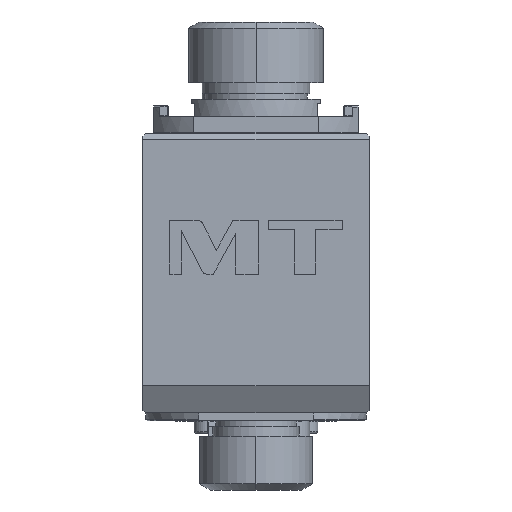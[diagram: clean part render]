
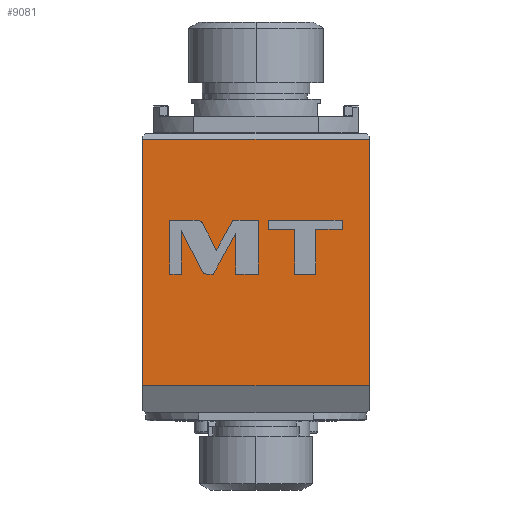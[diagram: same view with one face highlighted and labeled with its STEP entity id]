
A CAD part, left-side view. The second image highlights one B-rep face of the part: STEP entity #9081.
In plain terms, the highlighted planar face has unit normal (-1, 0, 0).
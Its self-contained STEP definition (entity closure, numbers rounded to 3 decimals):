
#1414=DIRECTION('',(0.,1.,0.));
#1415=VECTOR('',#1414,84.);
#1416=CARTESIAN_POINT('',(-111.,-42.,50.2));
#1417=LINE('',#1416,#1415);
#1418=DIRECTION('',(0.,0.,-1.));
#1419=VECTOR('',#1418,91.7);
#1420=CARTESIAN_POINT('',(-111.,-42.,50.2));
#1421=LINE('',#1420,#1419);
#1422=DIRECTION('',(0.,-1.,0.));
#1423=VECTOR('',#1422,84.);
#1424=CARTESIAN_POINT('',(-111.,42.,-41.5));
#1425=LINE('',#1424,#1423);
#1426=DIRECTION('',(0.,0.,1.));
#1427=VECTOR('',#1426,91.7);
#1428=CARTESIAN_POINT('',(-111.,42.,-41.5));
#1429=LINE('',#1428,#1427);
#1430=CARTESIAN_POINT('',(-111.,19.771,18.698));
#1431=CARTESIAN_POINT('',(-111.,20.186,19.501));
#1432=CARTESIAN_POINT('',(-111.,21.006,20.));
#1433=CARTESIAN_POINT('',(-111.,21.91,20.));
#1435=DIRECTION('',(0.,1.,0.));
#1436=VECTOR('',#1435,10.054);
#1437=CARTESIAN_POINT('',(-111.,21.91,20.));
#1438=LINE('',#1437,#1436);
#1439=DIRECTION('',(0.,0.,-1.));
#1440=VECTOR('',#1439,20.);
#1441=CARTESIAN_POINT('',(-111.,31.964,20.));
#1442=LINE('',#1441,#1440);
#1443=DIRECTION('',(0.,-1.,0.));
#1444=VECTOR('',#1443,4.16);
#1445=CARTESIAN_POINT('',(-111.,31.964,0.));
#1446=LINE('',#1445,#1444);
#1447=DIRECTION('',(0.,0.,1.));
#1448=VECTOR('',#1447,16.202);
#1449=CARTESIAN_POINT('',(-111.,27.804,0.));
#1450=LINE('',#1449,#1448);
#1451=DIRECTION('',(0.,-0.459,-0.888));
#1452=VECTOR('',#1451,16.774);
#1453=CARTESIAN_POINT('',(-111.,27.804,16.202));
#1454=LINE('',#1453,#1452);
#1455=CARTESIAN_POINT('',(-111.,20.1,1.302));
#1456=CARTESIAN_POINT('',(-111.,19.684,0.498));
#1457=CARTESIAN_POINT('',(-111.,18.863,0.));
#1458=CARTESIAN_POINT('',(-111.,17.958,0.));
#1460=DIRECTION('',(0.,-1.,0.));
#1461=VECTOR('',#1460,2.086);
#1462=CARTESIAN_POINT('',(-111.,17.958,0.));
#1463=LINE('',#1462,#1461);
#1464=DIRECTION('',(0.,-0.481,0.877));
#1465=VECTOR('',#1464,17.353);
#1466=CARTESIAN_POINT('',(-111.,15.872,0.));
#1467=LINE('',#1466,#1465);
#1468=DIRECTION('',(0.,0.,-1.));
#1469=VECTOR('',#1468,15.212);
#1470=CARTESIAN_POINT('',(-111.,7.522,15.212));
#1471=LINE('',#1470,#1469);
#1472=DIRECTION('',(0.,-1.,0.));
#1473=VECTOR('',#1472,8.416);
#1474=CARTESIAN_POINT('',(-111.,7.522,0.));
#1475=LINE('',#1474,#1473);
#1476=DIRECTION('',(0.,0.,1.));
#1477=VECTOR('',#1476,20.);
#1478=CARTESIAN_POINT('',(-111.,-0.894,0.));
#1479=LINE('',#1478,#1477);
#1480=DIRECTION('',(0.,1.,0.));
#1481=VECTOR('',#1480,9.488);
#1482=CARTESIAN_POINT('',(-111.,-0.894,20.));
#1483=LINE('',#1482,#1481);
#1484=DIRECTION('',(0.,0.481,-0.877));
#1485=VECTOR('',#1484,12.681);
#1486=CARTESIAN_POINT('',(-111.,8.594,20.));
#1487=LINE('',#1486,#1485);
#1488=DIRECTION('',(0.,0.459,0.888));
#1489=VECTOR('',#1488,11.049);
#1490=CARTESIAN_POINT('',(-111.,14.696,8.884));
#1491=LINE('',#1490,#1489);
#1492=DIRECTION('',(0.,0.,-1.));
#1493=VECTOR('',#1492,16.594);
#1494=CARTESIAN_POINT('',(-111.,-14.344,16.594));
#1495=LINE('',#1494,#1493);
#1496=DIRECTION('',(0.,-1.,0.));
#1497=VECTOR('',#1496,7.922);
#1498=CARTESIAN_POINT('',(-111.,-14.344,0.));
#1499=LINE('',#1498,#1497);
#1500=DIRECTION('',(0.,0.,1.));
#1501=VECTOR('',#1500,16.594);
#1502=CARTESIAN_POINT('',(-111.,-22.266,0.));
#1503=LINE('',#1502,#1501);
#1504=DIRECTION('',(0.,-1.,0.));
#1505=VECTOR('',#1504,9.696);
#1506=CARTESIAN_POINT('',(-111.,-22.266,16.594));
#1507=LINE('',#1506,#1505);
#1508=DIRECTION('',(0.,0.,1.));
#1509=VECTOR('',#1508,3.406);
#1510=CARTESIAN_POINT('',(-111.,-31.962,16.594));
#1511=LINE('',#1510,#1509);
#1512=DIRECTION('',(0.,1.,0.));
#1513=VECTOR('',#1512,27.314);
#1514=CARTESIAN_POINT('',(-111.,-31.962,20.));
#1515=LINE('',#1514,#1513);
#1516=DIRECTION('',(0.,0.,-1.));
#1517=VECTOR('',#1516,3.406);
#1518=CARTESIAN_POINT('',(-111.,-4.648,20.));
#1519=LINE('',#1518,#1517);
#1520=DIRECTION('',(0.,-1.,0.));
#1521=VECTOR('',#1520,9.696);
#1522=CARTESIAN_POINT('',(-111.,-4.648,16.594));
#1523=LINE('',#1522,#1521);
#6511=CARTESIAN_POINT('',(-111.,42.,-41.5));
#6512=VERTEX_POINT('',#6511);
#6513=CARTESIAN_POINT('',(-111.,-42.,-41.5));
#6514=VERTEX_POINT('',#6513);
#6523=CARTESIAN_POINT('',(-111.,-42.,50.2));
#6524=CARTESIAN_POINT('',(-111.,42.,50.2));
#6525=VERTEX_POINT('',#6523);
#6526=VERTEX_POINT('',#6524);
#7672=CARTESIAN_POINT('',(-111.,19.771,18.698));
#7673=VERTEX_POINT('',#7672);
#7674=CARTESIAN_POINT('',(-111.,21.91,20.));
#7675=VERTEX_POINT('',#7674);
#7676=CARTESIAN_POINT('',(-111.,31.964,20.));
#7677=VERTEX_POINT('',#7676);
#7678=CARTESIAN_POINT('',(-111.,31.964,0.));
#7679=VERTEX_POINT('',#7678);
#7680=CARTESIAN_POINT('',(-111.,27.804,0.));
#7681=VERTEX_POINT('',#7680);
#7682=CARTESIAN_POINT('',(-111.,27.804,16.202));
#7683=VERTEX_POINT('',#7682);
#7684=CARTESIAN_POINT('',(-111.,20.1,1.302));
#7685=VERTEX_POINT('',#7684);
#7686=CARTESIAN_POINT('',(-111.,17.958,0.));
#7687=VERTEX_POINT('',#7686);
#7688=CARTESIAN_POINT('',(-111.,15.872,0.));
#7689=VERTEX_POINT('',#7688);
#7690=CARTESIAN_POINT('',(-111.,7.522,15.212));
#7691=VERTEX_POINT('',#7690);
#7692=CARTESIAN_POINT('',(-111.,7.522,0.));
#7693=VERTEX_POINT('',#7692);
#7694=CARTESIAN_POINT('',(-111.,-0.894,0.));
#7695=VERTEX_POINT('',#7694);
#7696=CARTESIAN_POINT('',(-111.,-0.894,20.));
#7697=VERTEX_POINT('',#7696);
#7698=CARTESIAN_POINT('',(-111.,8.594,20.));
#7699=VERTEX_POINT('',#7698);
#7700=CARTESIAN_POINT('',(-111.,14.696,8.884));
#7701=VERTEX_POINT('',#7700);
#7702=CARTESIAN_POINT('',(-111.,-14.344,16.594));
#7703=VERTEX_POINT('',#7702);
#7704=CARTESIAN_POINT('',(-111.,-14.344,0.));
#7705=VERTEX_POINT('',#7704);
#7706=CARTESIAN_POINT('',(-111.,-22.266,0.));
#7707=VERTEX_POINT('',#7706);
#7708=CARTESIAN_POINT('',(-111.,-22.266,16.594));
#7709=VERTEX_POINT('',#7708);
#7710=CARTESIAN_POINT('',(-111.,-31.962,16.594));
#7711=VERTEX_POINT('',#7710);
#7712=CARTESIAN_POINT('',(-111.,-31.962,20.));
#7713=VERTEX_POINT('',#7712);
#7714=CARTESIAN_POINT('',(-111.,-4.648,20.));
#7715=VERTEX_POINT('',#7714);
#7716=CARTESIAN_POINT('',(-111.,-4.648,16.594));
#7717=VERTEX_POINT('',#7716);
#9019=CARTESIAN_POINT('',(-111.,0.,0.));
#9020=DIRECTION('',(1.,0.,0.));
#9021=DIRECTION('',(0.,1.,0.));
#9022=AXIS2_PLACEMENT_3D('',#9019,#9020,#9021);
#9023=PLANE('',#9022);
#9024=ORIENTED_EDGE('',*,*,#8709,.F.);
#9025=ORIENTED_EDGE('',*,*,#8157,.T.);
#9027=ORIENTED_EDGE('',*,*,#9026,.F.);
#9028=ORIENTED_EDGE('',*,*,#8543,.T.);
#9029=EDGE_LOOP('',(#9024,#9025,#9027,#9028));
#9030=FACE_OUTER_BOUND('',#9029,.F.);
#9032=ORIENTED_EDGE('',*,*,#9031,.T.);
#9034=ORIENTED_EDGE('',*,*,#9033,.T.);
#9036=ORIENTED_EDGE('',*,*,#9035,.T.);
#9038=ORIENTED_EDGE('',*,*,#9037,.T.);
#9040=ORIENTED_EDGE('',*,*,#9039,.T.);
#9042=ORIENTED_EDGE('',*,*,#9041,.T.);
#9044=ORIENTED_EDGE('',*,*,#9043,.T.);
#9046=ORIENTED_EDGE('',*,*,#9045,.T.);
#9048=ORIENTED_EDGE('',*,*,#9047,.T.);
#9050=ORIENTED_EDGE('',*,*,#9049,.T.);
#9052=ORIENTED_EDGE('',*,*,#9051,.T.);
#9054=ORIENTED_EDGE('',*,*,#9053,.T.);
#9056=ORIENTED_EDGE('',*,*,#9055,.T.);
#9058=ORIENTED_EDGE('',*,*,#9057,.T.);
#9060=ORIENTED_EDGE('',*,*,#9059,.T.);
#9061=EDGE_LOOP('',(#9032,#9034,#9036,#9038,#9040,#9042,#9044,#9046,#9048,#9050,
#9052,#9054,#9056,#9058,#9060));
#9062=FACE_BOUND('',#9061,.F.);
#9064=ORIENTED_EDGE('',*,*,#9063,.T.);
#9066=ORIENTED_EDGE('',*,*,#9065,.T.);
#9068=ORIENTED_EDGE('',*,*,#9067,.T.);
#9070=ORIENTED_EDGE('',*,*,#9069,.T.);
#9072=ORIENTED_EDGE('',*,*,#9071,.T.);
#9074=ORIENTED_EDGE('',*,*,#9073,.T.);
#9076=ORIENTED_EDGE('',*,*,#9075,.T.);
#9078=ORIENTED_EDGE('',*,*,#9077,.T.);
#9079=EDGE_LOOP('',(#9064,#9066,#9068,#9070,#9072,#9074,#9076,#9078));
#9080=FACE_BOUND('',#9079,.F.);
#9081=ADVANCED_FACE('',(#9030,#9062,#9080),#9023,.F.);
#1434=B_SPLINE_CURVE_WITH_KNOTS('',3,(#1430,#1431,#1432,#1433),.UNSPECIFIED.,
.F.,.F.,(4,4),(0.,1.),.UNSPECIFIED.);
#1459=B_SPLINE_CURVE_WITH_KNOTS('',3,(#1455,#1456,#1457,#1458),.UNSPECIFIED.,
.F.,.F.,(4,4),(0.,1.),.UNSPECIFIED.);
#8157=EDGE_CURVE('',#6525,#6514,#1421,.T.);
#8543=EDGE_CURVE('',#6512,#6526,#1429,.T.);
#8709=EDGE_CURVE('',#6525,#6526,#1417,.T.);
#9026=EDGE_CURVE('',#6512,#6514,#1425,.T.);
#9031=EDGE_CURVE('',#7673,#7675,#1434,.T.);
#9033=EDGE_CURVE('',#7675,#7677,#1438,.T.);
#9035=EDGE_CURVE('',#7677,#7679,#1442,.T.);
#9037=EDGE_CURVE('',#7679,#7681,#1446,.T.);
#9039=EDGE_CURVE('',#7681,#7683,#1450,.T.);
#9041=EDGE_CURVE('',#7683,#7685,#1454,.T.);
#9043=EDGE_CURVE('',#7685,#7687,#1459,.T.);
#9045=EDGE_CURVE('',#7687,#7689,#1463,.T.);
#9047=EDGE_CURVE('',#7689,#7691,#1467,.T.);
#9049=EDGE_CURVE('',#7691,#7693,#1471,.T.);
#9051=EDGE_CURVE('',#7693,#7695,#1475,.T.);
#9053=EDGE_CURVE('',#7695,#7697,#1479,.T.);
#9055=EDGE_CURVE('',#7697,#7699,#1483,.T.);
#9057=EDGE_CURVE('',#7699,#7701,#1487,.T.);
#9059=EDGE_CURVE('',#7701,#7673,#1491,.T.);
#9063=EDGE_CURVE('',#7703,#7705,#1495,.T.);
#9065=EDGE_CURVE('',#7705,#7707,#1499,.T.);
#9067=EDGE_CURVE('',#7707,#7709,#1503,.T.);
#9069=EDGE_CURVE('',#7709,#7711,#1507,.T.);
#9071=EDGE_CURVE('',#7711,#7713,#1511,.T.);
#9073=EDGE_CURVE('',#7713,#7715,#1515,.T.);
#9075=EDGE_CURVE('',#7715,#7717,#1519,.T.);
#9077=EDGE_CURVE('',#7717,#7703,#1523,.T.);
